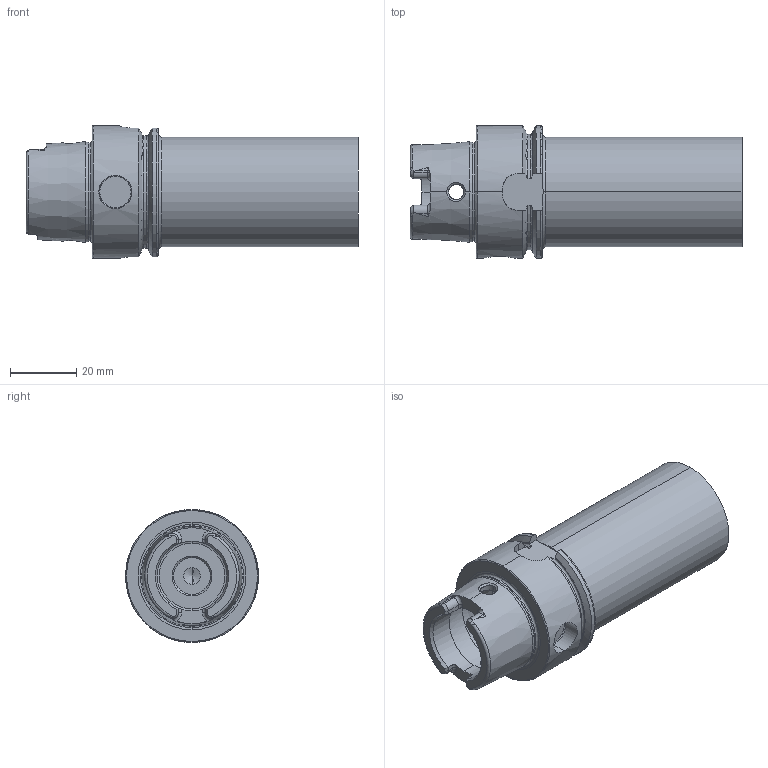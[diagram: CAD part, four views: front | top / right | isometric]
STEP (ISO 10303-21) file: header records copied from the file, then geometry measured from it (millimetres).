
FILE_DESCRIPTION (( 'STEP AP214' ), '1' );
FILE_NAME ('HA4.Ro5.001.080.STEP', '2025-05-06T07:17:12', ( '' ), ( '' ), 'SwSTEP 2.0', 'SolidWorks 2022', '' );
FILE_SCHEMA (( 'AUTOMOTIVE_DESIGN' ));
Length unit declared in the file: millimetre
Products named in the file (1): HA4.Ro5.001.080
Bounding box: 99.9 x 40 x 40 mm (x, y, z)
Volume: 75314.9 mm3; surface area: 15882 mm2
Topology: 1 solids, 1 shells, 161 faces, 424 edges, 263 vertices
Faces by surface type: cylinder 48, plane 46, torus 33, cone 30, bspline 4
Entity records: 6067 total; most frequent: CARTESIAN_POINT 2188, ORIENTED_EDGE 840, DIRECTION 771, EDGE_CURVE 420, AXIS2_PLACEMENT_3D 316, VERTEX_POINT 263, EDGE_LOOP 167, FACE_OUTER_BOUND 161
